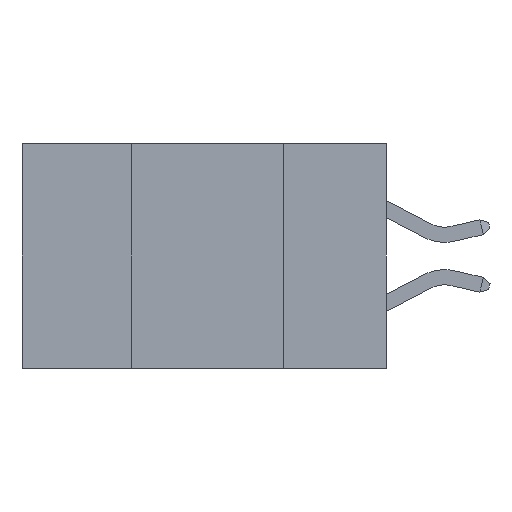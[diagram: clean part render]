
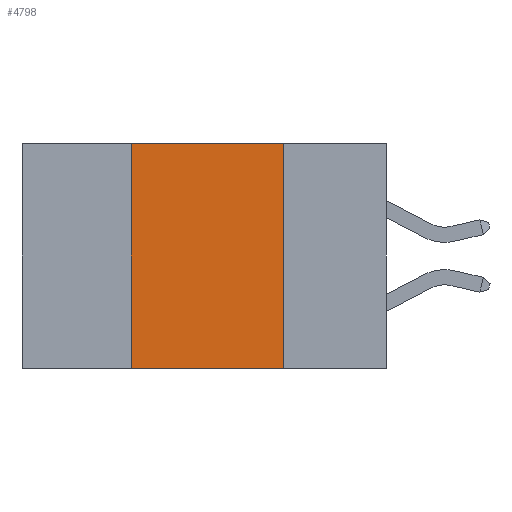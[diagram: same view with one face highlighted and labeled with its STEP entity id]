
A CAD part, left-side view. The second image highlights one B-rep face of the part: STEP entity #4798.
In plain terms, the highlighted planar face has unit normal (-1, 0, 0).
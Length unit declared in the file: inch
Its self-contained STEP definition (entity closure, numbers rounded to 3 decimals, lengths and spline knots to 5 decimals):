
#177 = LINE ( 'NONE', #10849, #1204 ) ;
#540 = DIRECTION ( 'NONE',  ( 0., 0., -1. ) ) ;
#669 = DIRECTION ( 'NONE',  ( 0., -1., 0. ) ) ;
#909 = ORIENTED_EDGE ( 'NONE', *, *, #11675, .F. ) ;
#1204 = VECTOR ( 'NONE', #1320, 39.37008 ) ;
#1320 = DIRECTION ( 'NONE',  ( 0., -1., 0. ) ) ;
#1385 = LINE ( 'NONE', #5402, #9865 ) ;
#1411 = ORIENTED_EDGE ( 'NONE', *, *, #13264, .T. ) ;
#1549 = VERTEX_POINT ( 'NONE', #3132 ) ;
#1833 = VERTEX_POINT ( 'NONE', #4016 ) ;
#3132 = CARTESIAN_POINT ( 'NONE',  ( 0., 0.17, -0.37 ) ) ;
#3801 = CARTESIAN_POINT ( 'NONE',  ( 0., 0.42, 0. ) ) ;
#4016 = CARTESIAN_POINT ( 'NONE',  ( 0., 0.42, -0.37 ) ) ;
#4599 = FACE_OUTER_BOUND ( 'NONE', #7832, .T. ) ;
#4798 = ADVANCED_FACE ( 'NONE', ( #4599 ), #11885, .F. ) ;
#5186 = ORIENTED_EDGE ( 'NONE', *, *, #14805, .F. ) ;
#5402 = CARTESIAN_POINT ( 'NONE',  ( 0., 0.17, -0.37 ) ) ;
#5458 = CARTESIAN_POINT ( 'NONE',  ( 0., 0.6, 0. ) ) ;
#6089 = VECTOR ( 'NONE', #669, 39.37008 ) ;
#7582 = AXIS2_PLACEMENT_3D ( 'NONE', #12044, #11717, #11692 ) ;
#7832 = EDGE_LOOP ( 'NONE', ( #5186, #909, #9889, #1411 ) ) ;
#9865 = VECTOR ( 'NONE', #540, 39.37008 ) ;
#9889 = ORIENTED_EDGE ( 'NONE', *, *, #17814, .F. ) ;
#10849 = CARTESIAN_POINT ( 'NONE',  ( 0., 0.6, -0.37 ) ) ;
#10921 = DIRECTION ( 'NONE',  ( 0., 0., 1. ) ) ;
#11246 = VERTEX_POINT ( 'NONE', #15553 ) ;
#11675 = EDGE_CURVE ( 'NONE', #13658, #11246, #17958, .T. ) ;
#11692 = DIRECTION ( 'NONE',  ( 0., 0., -1. ) ) ;
#11717 = DIRECTION ( 'NONE',  ( 1., 0., 0. ) ) ;
#11885 = PLANE ( 'NONE',  #7582 ) ;
#12044 = CARTESIAN_POINT ( 'NONE',  ( 0., 0.6, 0. ) ) ;
#12685 = LINE ( 'NONE', #20041, #17228 ) ;
#13264 = EDGE_CURVE ( 'NONE', #1833, #1549, #177, .T. ) ;
#13658 = VERTEX_POINT ( 'NONE', #3801 ) ;
#14805 = EDGE_CURVE ( 'NONE', #11246, #1549, #1385, .T. ) ;
#15553 = CARTESIAN_POINT ( 'NONE',  ( 0., 0.17, 0. ) ) ;
#17228 = VECTOR ( 'NONE', #10921, 39.37008 ) ;
#17814 = EDGE_CURVE ( 'NONE', #1833, #13658, #12685, .T. ) ;
#17958 = LINE ( 'NONE', #5458, #6089 ) ;
#20041 = CARTESIAN_POINT ( 'NONE',  ( 0., 0.42, -0.37 ) ) ;
